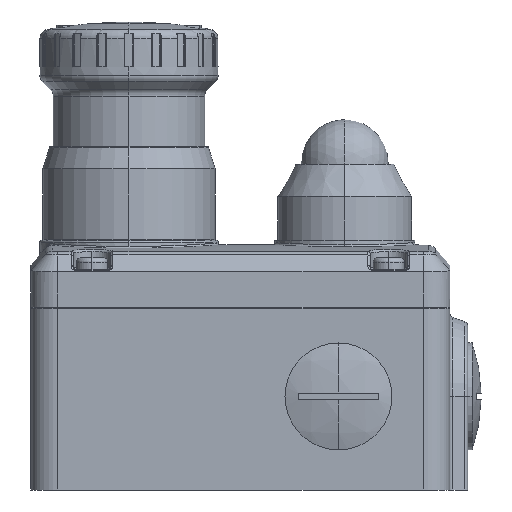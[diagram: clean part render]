
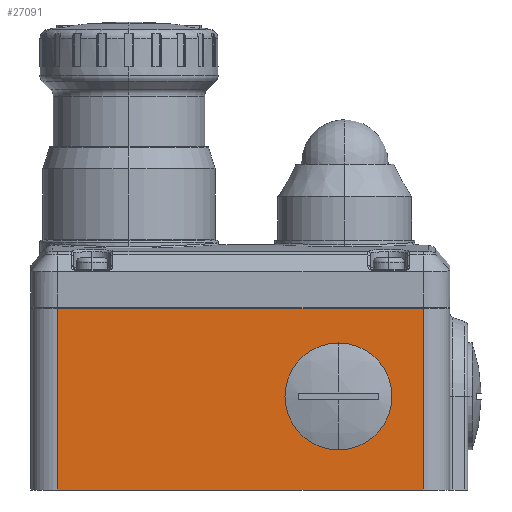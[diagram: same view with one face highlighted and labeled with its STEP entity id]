
A CAD part, left-side view. The second image highlights one B-rep face of the part: STEP entity #27091.
In plain terms, the highlighted planar face has unit normal (-1, 0, 0).
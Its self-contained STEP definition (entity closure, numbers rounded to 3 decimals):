
#239 = ORIENTED_EDGE ( 'NONE', *, *, #5497, .T. ) ;
#831 = DIRECTION ( 'NONE',  ( 0., 0., -1. ) ) ;
#1258 = CARTESIAN_POINT ( 'NONE',  ( -33., 41., -20.5 ) ) ;
#1266 = ORIENTED_EDGE ( 'NONE', *, *, #9080, .T. ) ;
#2991 = ORIENTED_EDGE ( 'NONE', *, *, #23056, .T. ) ;
#3708 = CARTESIAN_POINT ( 'NONE',  ( -33., 41., 20.3 ) ) ;
#4115 = EDGE_LOOP ( 'NONE', ( #1266, #18069, #239, #2991 ) ) ;
#4872 = AXIS2_PLACEMENT_3D ( 'NONE', #23821, #7079, #831 ) ;
#5166 = CARTESIAN_POINT ( 'NONE',  ( -33., -41., 20.5 ) ) ;
#5298 = CARTESIAN_POINT ( 'NONE',  ( -33., -47., -20.5 ) ) ;
#5497 = EDGE_CURVE ( 'NONE', #10140, #18390, #27055, .T. ) ;
#6571 = VECTOR ( 'NONE', #6626, 1000. ) ;
#6626 = DIRECTION ( 'NONE',  ( 0., 1., 0. ) ) ;
#7079 = DIRECTION ( 'NONE',  ( 1., 0., 0. ) ) ;
#8164 = CARTESIAN_POINT ( 'NONE',  ( -33., 41., 20.5 ) ) ;
#9040 = FACE_OUTER_BOUND ( 'NONE', #4115, .T. ) ;
#9080 = EDGE_CURVE ( 'NONE', #11693, #27122, #25533, .T. ) ;
#10140 = VERTEX_POINT ( 'NONE', #3708 ) ;
#11693 = VERTEX_POINT ( 'NONE', #22687 ) ;
#12157 = LINE ( 'NONE', #25099, #6571 ) ;
#13391 = CARTESIAN_POINT ( 'NONE',  ( -33., -41., 20.3 ) ) ;
#13575 = DIRECTION ( 'NONE',  ( 0., 0., 1. ) ) ;
#14912 = LINE ( 'NONE', #5298, #26018 ) ;
#15967 = VECTOR ( 'NONE', #26901, 1000. ) ;
#18069 = ORIENTED_EDGE ( 'NONE', *, *, #19634, .T. ) ;
#18390 = VERTEX_POINT ( 'NONE', #1258 ) ;
#19634 = EDGE_CURVE ( 'NONE', #27122, #10140, #12157, .T. ) ;
#22687 = CARTESIAN_POINT ( 'NONE',  ( -33., -41., -20.5 ) ) ;
#23056 = EDGE_CURVE ( 'NONE', #18390, #11693, #14912, .T. ) ;
#23821 = CARTESIAN_POINT ( 'NONE',  ( -33., -47., 20.5 ) ) ;
#24902 = VECTOR ( 'NONE', #13575, 1000. ) ;
#25099 = CARTESIAN_POINT ( 'NONE',  ( -33., 41., 20.3 ) ) ;
#25533 = LINE ( 'NONE', #5166, #24902 ) ;
#25917 = PLANE ( 'NONE',  #4872 ) ;
#26018 = VECTOR ( 'NONE', #26235, 1000. ) ;
#26235 = DIRECTION ( 'NONE',  ( 0., -1., 0. ) ) ;
#26901 = DIRECTION ( 'NONE',  ( 0., 0., -1. ) ) ;
#27055 = LINE ( 'NONE', #8164, #15967 ) ;
#27091 = ADVANCED_FACE ( 'NONE', ( #9040 ), #25917, .F. ) ;
#27122 = VERTEX_POINT ( 'NONE', #13391 ) ;
